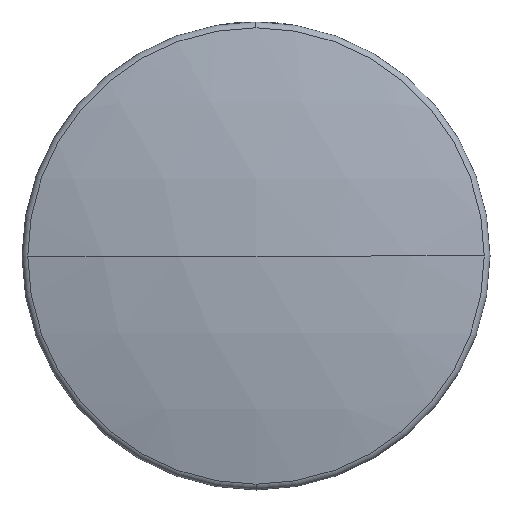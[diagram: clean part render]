
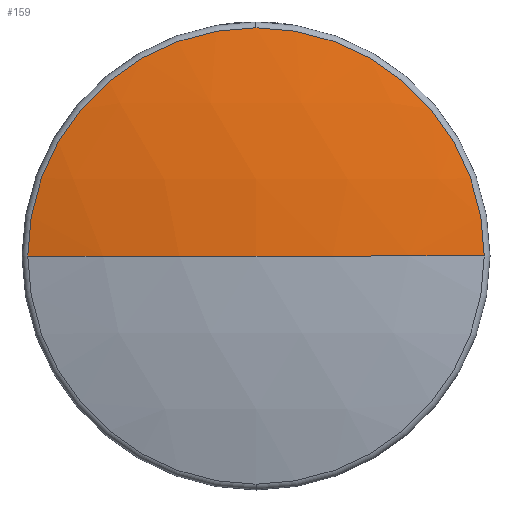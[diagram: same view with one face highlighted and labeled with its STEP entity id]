
A CAD part, left-side view. The second image highlights one B-rep face of the part: STEP entity #159.
In plain terms, the highlighted spherical face has radius 105.667 mm.
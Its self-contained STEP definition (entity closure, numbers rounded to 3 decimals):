
#9 = DIRECTION ( 'NONE',  ( 0., 0., 1. ) ) ;
#10 = DIRECTION ( 'NONE',  ( -1., 0., 0. ) ) ;
#45 = CIRCLE ( 'NONE', #600, 105.667 ) ;
#55 = DIRECTION ( 'NONE',  ( 0., 1., 0. ) ) ;
#60 = CARTESIAN_POINT ( 'NONE',  ( 105.667, 0., 0. ) ) ;
#89 = CARTESIAN_POINT ( 'NONE',  ( 2.852, 0., 0. ) ) ;
#118 = DIRECTION ( 'NONE',  ( 0., -1., 0. ) ) ;
#141 = AXIS2_PLACEMENT_3D ( 'NONE', #725, #237, #610 ) ;
#155 = DIRECTION ( 'NONE',  ( 0., 0., -1. ) ) ;
#159 = ADVANCED_FACE ( 'NONE', ( #646 ), #589, .T. ) ;
#173 = EDGE_LOOP ( 'NONE', ( #662, #448, #328, #781 ) ) ;
#181 = EDGE_CURVE ( 'NONE', #570, #557, #45, .T. ) ;
#237 = DIRECTION ( 'NONE',  ( -1., 0., 0. ) ) ;
#246 = AXIS2_PLACEMENT_3D ( 'NONE', #60, #545, #118 ) ;
#285 = CARTESIAN_POINT ( 'NONE',  ( 105.667, 0., 0. ) ) ;
#304 = DIRECTION ( 'NONE',  ( -1., 0., 0. ) ) ;
#328 = ORIENTED_EDGE ( 'NONE', *, *, #691, .T. ) ;
#368 = CARTESIAN_POINT ( 'NONE',  ( 2.852, 0., 24.385 ) ) ;
#414 = AXIS2_PLACEMENT_3D ( 'NONE', #285, #9, #55 ) ;
#448 = ORIENTED_EDGE ( 'NONE', *, *, #467, .T. ) ;
#467 = EDGE_CURVE ( 'NONE', #570, #744, #628, .T. ) ;
#493 = DIRECTION ( 'NONE',  ( 0., 0., -1. ) ) ;
#494 = CARTESIAN_POINT ( 'NONE',  ( 2.852, 24.385, 0. ) ) ;
#538 = EDGE_CURVE ( 'NONE', #547, #557, #754, .T. ) ;
#545 = DIRECTION ( 'NONE',  ( 0., 0., 1. ) ) ;
#547 = VERTEX_POINT ( 'NONE', #368 ) ;
#557 = VERTEX_POINT ( 'NONE', #494 ) ;
#565 = CIRCLE ( 'NONE', #578, 24.385 ) ;
#570 = VERTEX_POINT ( 'NONE', #618 ) ;
#578 = AXIS2_PLACEMENT_3D ( 'NONE', #89, #10, #155 ) ;
#589 = SPHERICAL_SURFACE ( 'NONE', #414, 105.667 ) ;
#600 = AXIS2_PLACEMENT_3D ( 'NONE', #676, #493, #304 ) ;
#610 = DIRECTION ( 'NONE',  ( 0., 0., -1. ) ) ;
#618 = CARTESIAN_POINT ( 'NONE',  ( 0., 0., 0. ) ) ;
#628 = CIRCLE ( 'NONE', #246, 105.667 ) ;
#633 = CARTESIAN_POINT ( 'NONE',  ( 2.852, -24.385, 0. ) ) ;
#646 = FACE_OUTER_BOUND ( 'NONE', #173, .T. ) ;
#662 = ORIENTED_EDGE ( 'NONE', *, *, #181, .F. ) ;
#676 = CARTESIAN_POINT ( 'NONE',  ( 105.667, 0., 0. ) ) ;
#691 = EDGE_CURVE ( 'NONE', #744, #547, #565, .T. ) ;
#725 = CARTESIAN_POINT ( 'NONE',  ( 2.852, 0., 0. ) ) ;
#744 = VERTEX_POINT ( 'NONE', #633 ) ;
#754 = CIRCLE ( 'NONE', #141, 24.385 ) ;
#781 = ORIENTED_EDGE ( 'NONE', *, *, #538, .T. ) ;
